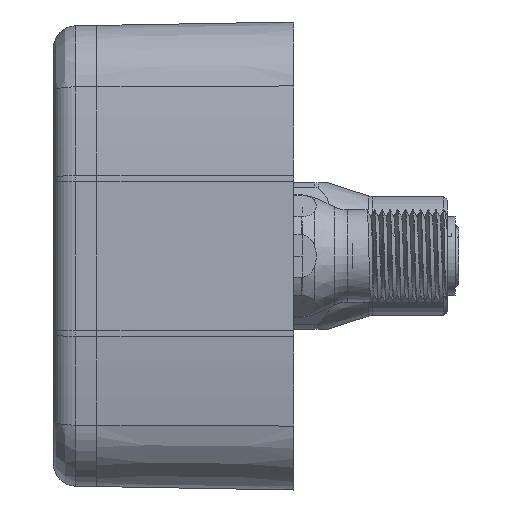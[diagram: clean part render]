
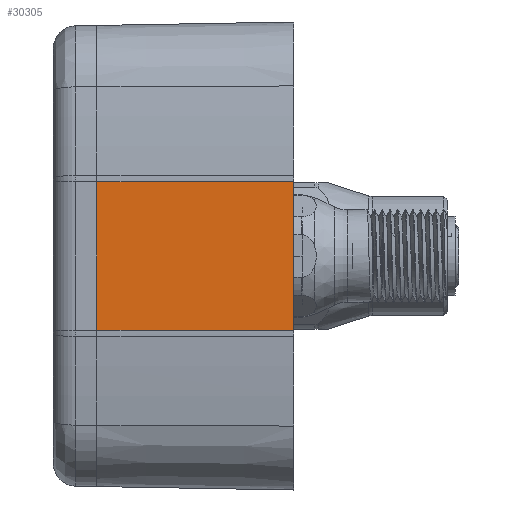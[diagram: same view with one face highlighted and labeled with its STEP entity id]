
A CAD part, left-side view. The second image highlights one B-rep face of the part: STEP entity #30305.
In plain terms, the highlighted planar face has unit normal (-1, 0.018, 0).
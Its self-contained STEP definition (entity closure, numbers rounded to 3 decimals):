
#5182=DIRECTION('',(0.,0.,-1.));
#5183=VECTOR('',#5182,19.399);
#5184=CARTESIAN_POINT('',(-169.947,-19.,9.699));
#5185=LINE('',#5184,#5183);
#5528=CARTESIAN_POINT('',(-169.5,6.6,-9.682));
#5529=CARTESIAN_POINT('',(-169.534,4.642,
-9.683));
#5530=CARTESIAN_POINT('',(-169.604,0.662,
-9.686));
#5531=CARTESIAN_POINT('',(-169.71,-5.428,
-9.69));
#5532=CARTESIAN_POINT('',(-169.822,-11.847,
-9.695));
#5533=CARTESIAN_POINT('',(-169.904,-16.556,
-9.698));
#5534=CARTESIAN_POINT('',(-169.947,-19.,-9.699));
#5536=CARTESIAN_POINT('',(-169.5,6.6,9.682));
#5537=CARTESIAN_POINT('',(-169.534,4.642,9.683));
#5538=CARTESIAN_POINT('',(-169.604,0.662,
9.686));
#5539=CARTESIAN_POINT('',(-169.71,-5.428,
9.69));
#5540=CARTESIAN_POINT('',(-169.822,-11.847,
9.695));
#5541=CARTESIAN_POINT('',(-169.904,-16.556,
9.698));
#5542=CARTESIAN_POINT('',(-169.947,-19.,9.699));
#5582=DIRECTION('',(0.,0.,1.));
#5583=VECTOR('',#5582,19.364);
#5584=CARTESIAN_POINT('',(-169.5,6.6,-9.682));
#5585=LINE('',#5584,#5583);
#22174=VERTEX_POINT('',#5528);
#22175=VERTEX_POINT('',#5534);
#22181=CARTESIAN_POINT('',(-169.947,-19.,9.699));
#22182=VERTEX_POINT('',#22181);
#22633=VERTEX_POINT('',#5536);
#30292=CARTESIAN_POINT('',(-169.5,6.6,-11.416));
#30293=DIRECTION('',(-1.,0.017,0.));
#30294=DIRECTION('',(0.,0.,1.));
#30295=AXIS2_PLACEMENT_3D('',#30292,#30293,#30294);
#30296=PLANE('',#30295);
#30298=ORIENTED_EDGE('',*,*,#30297,.F.);
#30300=ORIENTED_EDGE('',*,*,#30299,.T.);
#30301=ORIENTED_EDGE('',*,*,#30284,.T.);
#30302=ORIENTED_EDGE('',*,*,#29851,.T.);
#30303=EDGE_LOOP('',(#30298,#30300,#30301,#30302));
#30304=FACE_OUTER_BOUND('',#30303,.F.);
#5535=B_SPLINE_CURVE_WITH_KNOTS('',3,(#5528,#5529,#5530,#5531,#5532,#5533,
#5534),.UNSPECIFIED.,.F.,.F.,(4,1,1,1,4),(0.,0.25,0.5,0.75,1.),
.UNSPECIFIED.);
#5543=B_SPLINE_CURVE_WITH_KNOTS('',3,(#5536,#5537,#5538,#5539,#5540,#5541,
#5542),.UNSPECIFIED.,.F.,.F.,(4,1,1,1,4),(0.,0.25,0.5,0.75,1.),
.UNSPECIFIED.);
#29851=EDGE_CURVE('',#22182,#22175,#5185,.T.);
#30284=EDGE_CURVE('',#22633,#22182,#5543,.T.);
#30297=EDGE_CURVE('',#22174,#22175,#5535,.T.);
#30299=EDGE_CURVE('',#22174,#22633,#5585,.T.);
#30305=ADVANCED_FACE('',(#30304),#30296,.T.);
